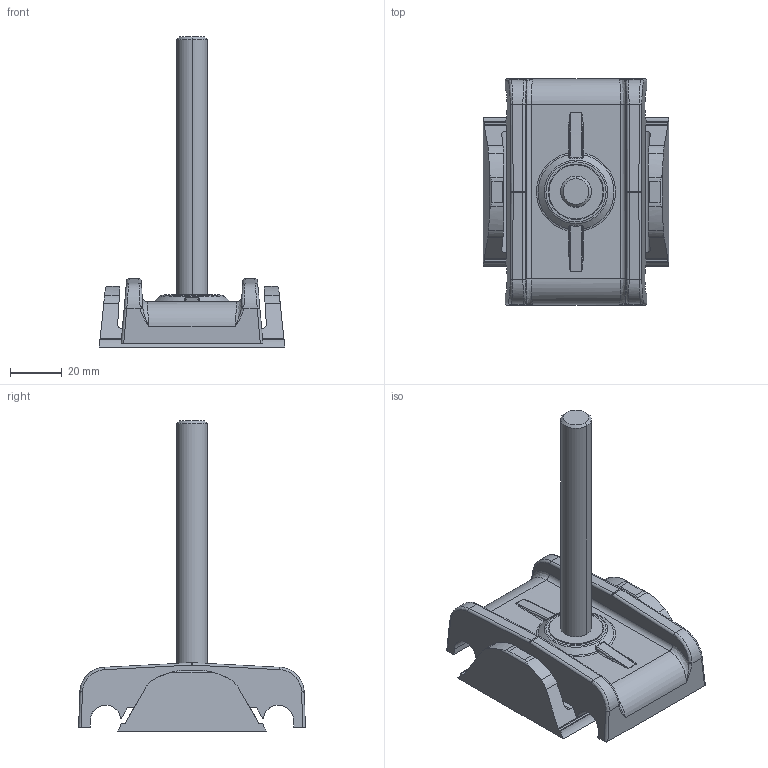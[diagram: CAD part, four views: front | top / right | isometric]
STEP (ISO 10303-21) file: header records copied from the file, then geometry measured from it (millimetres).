
FILE_DESCRIPTION (( 'STEP AP214' ), '1' );
FILE_NAME ('Rexnord-S0071-677252.STEP', '2019-12-05T11:28:05', ( '' ), ( '' ), 'SwSTEP 2.0', 'SolidWorks 2019', '' );
FILE_SCHEMA (( 'AUTOMOTIVE_DESIGN' ));
Length unit declared in the file: millimetre
Products named in the file (6): Rexnord-S0071-677252_LW; Rexnord-S0071-677252_PIN_P1; Rexnord-S0071-677252_CLIP; Rexnord-S0071-677252; Rexnord-S0071-677252_NUT; Rexnord-S0071-677252_washer
Assembly tree (5 placements, depth 2):
  Rexnord-S0071-677252
    Rexnord-S0071-677252_CLIP
    Rexnord-S0071-677252_PIN_P1
    Rexnord-S0071-677252_washer
    Rexnord-S0071-677252_LW
    Rexnord-S0071-677252_NUT
Bounding box: 72 x 88 x 120.3 mm (x, y, z)
Volume: 95374.9 mm3; surface area: 34230 mm2
Topology: 5 solids, 5 shells, 223 faces, 538 edges, 331 vertices
Faces by surface type: plane 68, cylinder 68, bspline 53, cone 30, torus 4
Entity records: 9503 total; most frequent: CARTESIAN_POINT 4762, ORIENTED_EDGE 1072, DIRECTION 773, EDGE_CURVE 536, VERTEX_POINT 330, AXIS2_PLACEMENT_3D 279, EDGE_LOOP 236, ADVANCED_FACE 222
